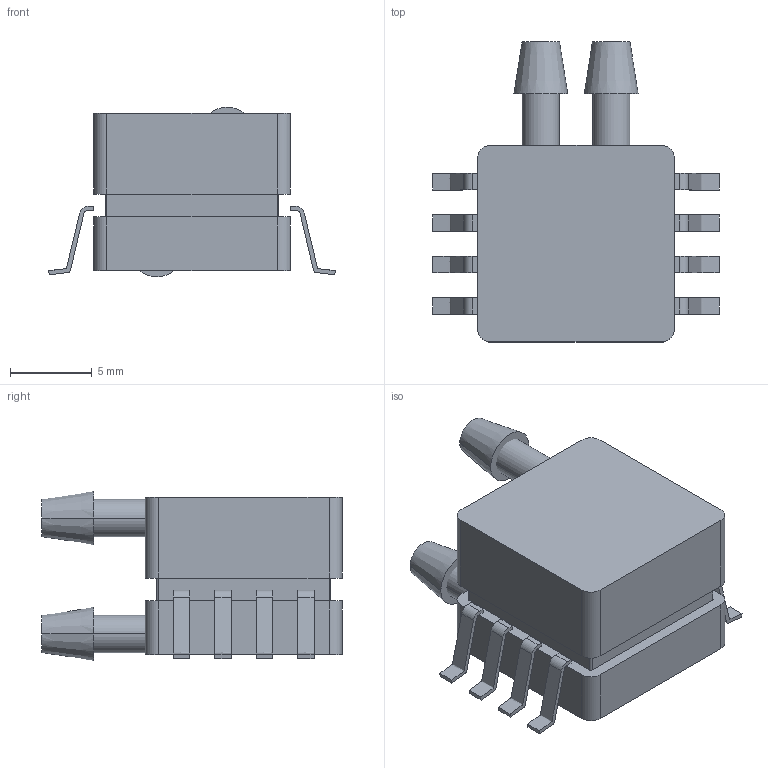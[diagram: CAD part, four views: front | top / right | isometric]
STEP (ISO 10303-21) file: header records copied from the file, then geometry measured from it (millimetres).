
FILE_DESCRIPTION((''),'2;1');
FILE_NAME('FREESCALE_CASE 1351.stp','2014-05-27T10:45:33',(''),(''),'Mechanical Desktop 2011','Mechanical Desktop 2011',', , ');
FILE_SCHEMA(('AUTOMOTIVE_DESIGN { 1 2 10303 214 1 1 1 1 }'));
Length unit declared in the file: millimetre
Products named in the file (1): Product
Bounding box: 17.59 x 18.42 x 10.41 mm (x, y, z)
Volume: 1466.8 mm3; surface area: 1235.2 mm2
Topology: 14 solids, 14 shells, 154 faces, 372 edges, 248 vertices
Faces by surface type: plane 58, bspline 52, cylinder 40, cone 4
Entity records: 5091 total; most frequent: CARTESIAN_POINT 1499, ORIENTED_EDGE 744, DIRECTION 674, EDGE_CURVE 372, VERTEX_POINT 248, VECTOR 244, LINE 244, AXIS2_PLACEMENT_3D 215
